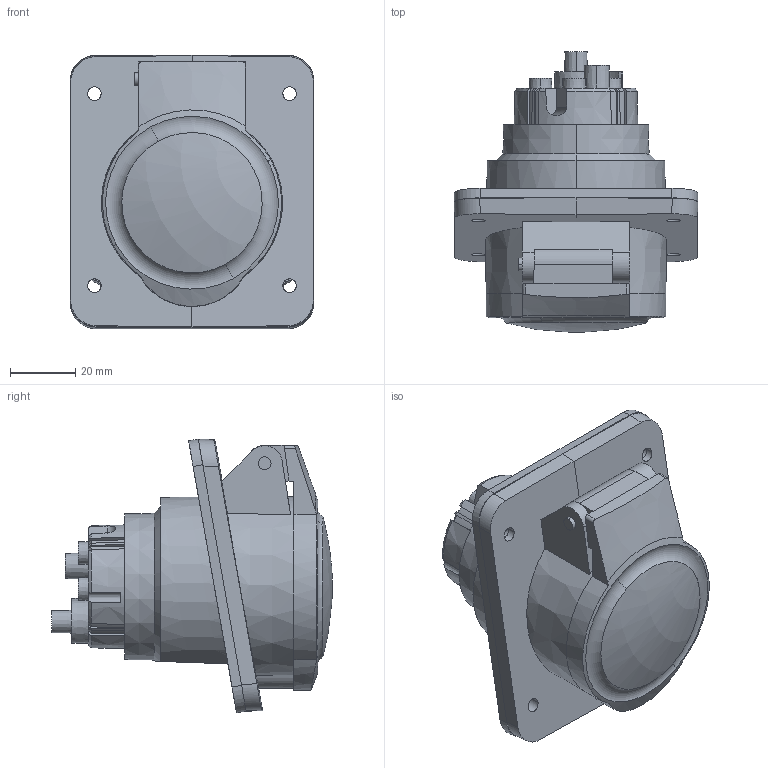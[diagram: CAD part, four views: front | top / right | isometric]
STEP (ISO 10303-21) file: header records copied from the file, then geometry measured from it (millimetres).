
FILE_DESCRIPTION((''),'2;1');
FILE_NAME('GW62209H_SW0001','2021-03-19T09:35:14',('User'),('Axiro Italia'),'CREO PARAMETRIC BY PTC INC, 2020354','CREO PARAMETRIC BY PTC INC, 2020354','');
FILE_SCHEMA(('CONFIG_CONTROL_DESIGN'));
Length unit declared in the file: millimetre
Products named in the file (1): GW62209H_SW0001
Bounding box: 75 x 86.41 x 84.23 mm (x, y, z)
Volume: 189339.6 mm3; surface area: 30375.9 mm2
Topology: 1 solids, 1 shells, 209 faces, 622 edges, 418 vertices
Faces by surface type: plane 98, cone 51, cylinder 48, bspline 7, sphere 3, torus 2
Entity records: 8634 total; most frequent: CARTESIAN_POINT 3214, ORIENTED_EDGE 1240, DIRECTION 994, EDGE_CURVE 620, VERTEX_POINT 418, AXIS2_PLACEMENT_3D 378, VECTOR 238, LINE 238
